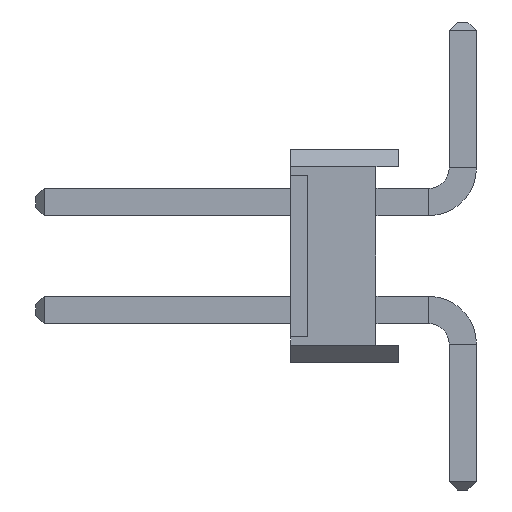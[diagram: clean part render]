
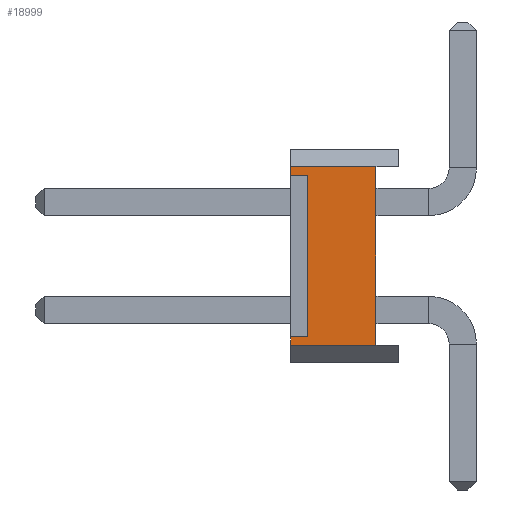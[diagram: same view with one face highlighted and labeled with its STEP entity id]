
A CAD part, left-side view. The second image highlights one B-rep face of the part: STEP entity #18999.
In plain terms, the highlighted planar face has unit normal (-1, 0, 0).
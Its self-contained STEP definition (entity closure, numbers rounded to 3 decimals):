
#669 = VECTOR ( 'NONE', #23729, 1000. ) ;
#889 = ORIENTED_EDGE ( 'NONE', *, *, #5126, .T. ) ;
#2014 = VECTOR ( 'NONE', #18819, 1000. ) ;
#2128 = EDGE_CURVE ( 'NONE', #32146, #25790, #32621, .T. ) ;
#2386 = CARTESIAN_POINT ( 'NONE',  ( -1.27, 2.54, -1.9 ) ) ;
#2732 = VERTEX_POINT ( 'NONE', #26078 ) ;
#2896 = CARTESIAN_POINT ( 'NONE',  ( -1.27, 2.54, 2.1 ) ) ;
#3360 = LINE ( 'NONE', #7261, #2014 ) ;
#3616 = DIRECTION ( 'NONE',  ( 1., 0., 0. ) ) ;
#4365 = CARTESIAN_POINT ( 'NONE',  ( -1.27, 2.14, -1.9 ) ) ;
#4605 = ORIENTED_EDGE ( 'NONE', *, *, #21738, .F. ) ;
#4931 = DIRECTION ( 'NONE',  ( 0., -1., 0. ) ) ;
#5010 = ORIENTED_EDGE ( 'NONE', *, *, #5726, .T. ) ;
#5126 = EDGE_CURVE ( 'NONE', #32146, #5339, #33676, .T. ) ;
#5339 = VERTEX_POINT ( 'NONE', #2386 ) ;
#5726 = EDGE_CURVE ( 'NONE', #27892, #2732, #24966, .T. ) ;
#7105 = CARTESIAN_POINT ( 'NONE',  ( -1.27, 2.54, -2.1 ) ) ;
#7261 = CARTESIAN_POINT ( 'NONE',  ( -1.27, 2.14, 1.9 ) ) ;
#7310 = EDGE_LOOP ( 'NONE', ( #27206, #889, #15738, #5010, #9268, #8479, #4605, #11403 ) ) ;
#8398 = CARTESIAN_POINT ( 'NONE',  ( -1.27, 0.54, 2.1 ) ) ;
#8479 = ORIENTED_EDGE ( 'NONE', *, *, #28544, .F. ) ;
#9183 = PLANE ( 'NONE',  #22900 ) ;
#9268 = ORIENTED_EDGE ( 'NONE', *, *, #26455, .F. ) ;
#9513 = VERTEX_POINT ( 'NONE', #21303 ) ;
#9518 = EDGE_CURVE ( 'NONE', #25790, #33298, #3360, .T. ) ;
#9692 = VECTOR ( 'NONE', #17182, 1000. ) ;
#10510 = EDGE_CURVE ( 'NONE', #27892, #5339, #25651, .T. ) ;
#10759 = CARTESIAN_POINT ( 'NONE',  ( -1.27, 2.54, 2.1 ) ) ;
#11403 = ORIENTED_EDGE ( 'NONE', *, *, #9518, .F. ) ;
#11775 = VECTOR ( 'NONE', #4931, 1000. ) ;
#12649 = VECTOR ( 'NONE', #18352, 1000. ) ;
#13034 = LINE ( 'NONE', #8398, #20172 ) ;
#14087 = CARTESIAN_POINT ( 'NONE',  ( -1.27, 2.54, 1.9 ) ) ;
#15080 = FACE_OUTER_BOUND ( 'NONE', #7310, .T. ) ;
#15738 = ORIENTED_EDGE ( 'NONE', *, *, #10510, .F. ) ;
#17182 = DIRECTION ( 'NONE',  ( 0., 0., 1. ) ) ;
#17816 = CARTESIAN_POINT ( 'NONE',  ( -1.27, 2.14, -1.9 ) ) ;
#18352 = DIRECTION ( 'NONE',  ( 0., 0., 1. ) ) ;
#18819 = DIRECTION ( 'NONE',  ( 0., 1., 0. ) ) ;
#18999 = ADVANCED_FACE ( 'NONE', ( #15080 ), #9183, .F. ) ;
#20172 = VECTOR ( 'NONE', #25217, 1000. ) ;
#20234 = CARTESIAN_POINT ( 'NONE',  ( -1.27, 2.14, 1.9 ) ) ;
#20283 = VERTEX_POINT ( 'NONE', #10759 ) ;
#21303 = CARTESIAN_POINT ( 'NONE',  ( -1.27, 0.54, 2.1 ) ) ;
#21738 = EDGE_CURVE ( 'NONE', #33298, #20283, #32160, .T. ) ;
#22900 = AXIS2_PLACEMENT_3D ( 'NONE', #32158, #3616, #29458 ) ;
#23729 = DIRECTION ( 'NONE',  ( 0., -1., 0. ) ) ;
#24966 = LINE ( 'NONE', #32838, #669 ) ;
#25217 = DIRECTION ( 'NONE',  ( 0., 0., -1. ) ) ;
#25651 = LINE ( 'NONE', #35610, #12649 ) ;
#25790 = VERTEX_POINT ( 'NONE', #20234 ) ;
#26078 = CARTESIAN_POINT ( 'NONE',  ( -1.27, 0.54, -2.1 ) ) ;
#26455 = EDGE_CURVE ( 'NONE', #9513, #2732, #13034, .T. ) ;
#27206 = ORIENTED_EDGE ( 'NONE', *, *, #2128, .F. ) ;
#27892 = VERTEX_POINT ( 'NONE', #27950 ) ;
#27950 = CARTESIAN_POINT ( 'NONE',  ( -1.27, 2.54, -2.1 ) ) ;
#28544 = EDGE_CURVE ( 'NONE', #20283, #9513, #34736, .T. ) ;
#29458 = DIRECTION ( 'NONE',  ( 0., 0., -1. ) ) ;
#30473 = VECTOR ( 'NONE', #32669, 1000. ) ;
#31280 = CARTESIAN_POINT ( 'NONE',  ( -1.27, 2.14, -1.9 ) ) ;
#32146 = VERTEX_POINT ( 'NONE', #4365 ) ;
#32158 = CARTESIAN_POINT ( 'NONE',  ( -1.27, 2.54, -2.1 ) ) ;
#32160 = LINE ( 'NONE', #7105, #34008 ) ;
#32621 = LINE ( 'NONE', #31280, #9692 ) ;
#32669 = DIRECTION ( 'NONE',  ( 0., 1., 0. ) ) ;
#32838 = CARTESIAN_POINT ( 'NONE',  ( -1.27, 2.54, -2.1 ) ) ;
#32890 = DIRECTION ( 'NONE',  ( 0., 0., 1. ) ) ;
#33298 = VERTEX_POINT ( 'NONE', #14087 ) ;
#33676 = LINE ( 'NONE', #17816, #30473 ) ;
#34008 = VECTOR ( 'NONE', #32890, 1000. ) ;
#34736 = LINE ( 'NONE', #2896, #11775 ) ;
#35610 = CARTESIAN_POINT ( 'NONE',  ( -1.27, 2.54, -2.1 ) ) ;
